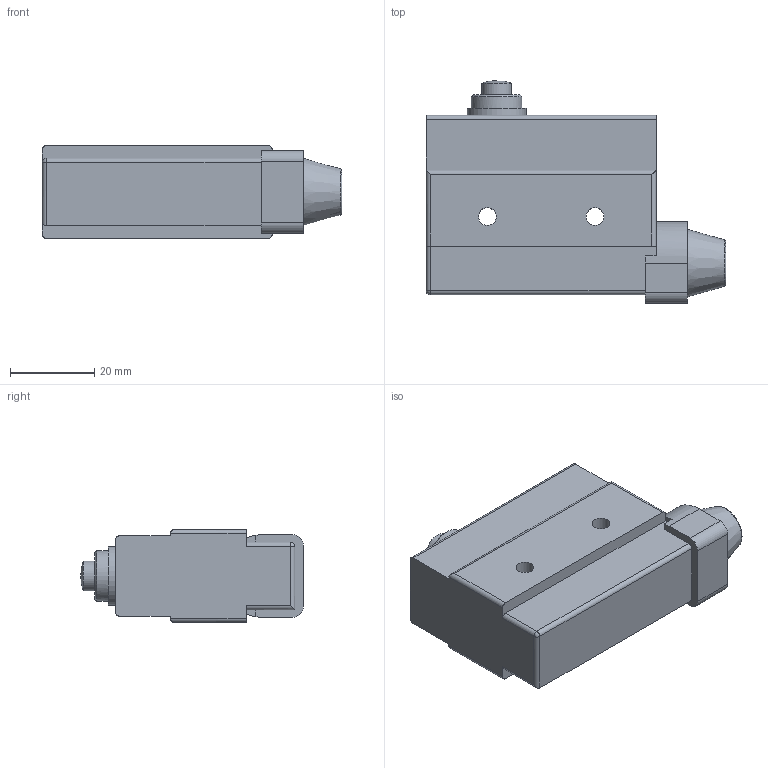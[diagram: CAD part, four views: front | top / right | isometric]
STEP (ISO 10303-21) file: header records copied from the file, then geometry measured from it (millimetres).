
FILE_DESCRIPTION(('STEP AP203'), '1');
FILE_NAME('MTB4-MS7103', '2025-09-04T08:02:58', (''), (''), 'C3D Converter', 'C3D Toolkit', '');
FILE_SCHEMA(('CONFIG_CONTROL_DESIGN'));
Length unit declared in the file: millimetre
Bounding box: 71 x 52.7 x 22 mm (x, y, z)
Volume: 49066.6 mm3; surface area: 10247.4 mm2
Topology: 1 solids, 1 shells, 51 faces, 126 edges, 80 vertices
Faces by surface type: plane 26, cylinder 20, cone 2, sphere 2, torus 1
Full cylindrical faces by diameter (mm): 4.21 x2, 7 x1, 12 x1, 14 x1
Entity records: 1694 total; most frequent: CARTESIAN_POINT 470, DIRECTION 250, ORIENTED_EDGE 232, EDGE_CURVE 116, AXIS2_PLACEMENT_3D 89, VERTEX_POINT 79, LINE 72, VECTOR 72
